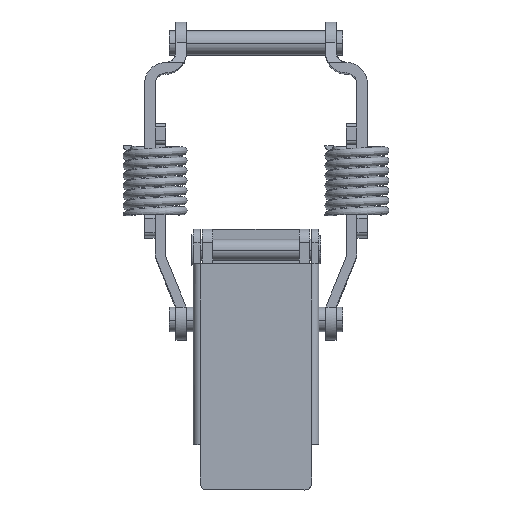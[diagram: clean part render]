
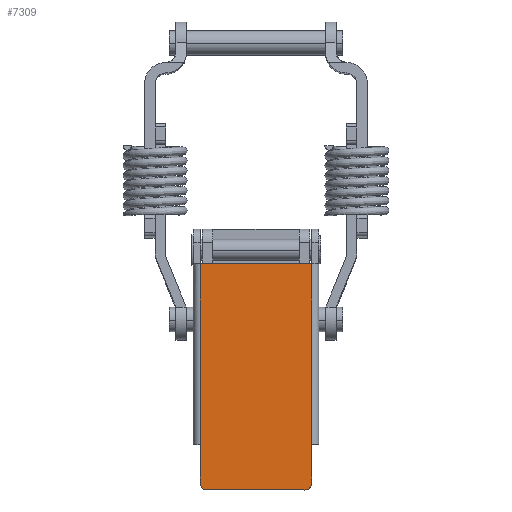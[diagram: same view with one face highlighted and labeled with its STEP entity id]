
A CAD part, front view. The second image highlights one B-rep face of the part: STEP entity #7309.
In plain terms, the highlighted free-form (B-spline) face has degree [1, 1] with [2, 2] control points.
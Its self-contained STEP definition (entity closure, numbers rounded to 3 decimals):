
#6732=CARTESIAN_POINT('',(8.,-15.0,-19.));
#6733=VERTEX_POINT('',#6732);
#6756=CARTESIAN_POINT('',(8.,-15.0,7.));
#6757=VERTEX_POINT('',#6756);
#6771=CARTESIAN_POINT('',(8.,-15.0,-19.));
#6772=CARTESIAN_POINT('',(8.,-15.0,7.));
#6773=QUASI_UNIFORM_CURVE('',1,(#6771,#6772),.UNSPECIFIED.,.F.,.U.);
#6774=EDGE_CURVE('',#6733,#6757,#6773,.T.);
#6793=CARTESIAN_POINT('',(-8.,-15.0,-19.));
#6794=VERTEX_POINT('',#6793);
#6810=CARTESIAN_POINT('',(-8.,-15.0,7.));
#6811=VERTEX_POINT('',#6810);
#6812=CARTESIAN_POINT('',(-8.,-15.0,7.));
#6813=CARTESIAN_POINT('',(-8.,-15.0,-19.));
#6814=QUASI_UNIFORM_CURVE('',1,(#6812,#6813),.UNSPECIFIED.,.F.,.U.);
#6815=EDGE_CURVE('',#6811,#6794,#6814,.T.);
#7183=CARTESIAN_POINT('',(8.,-15.0,-24.5));
#7184=VERTEX_POINT('',#7183);
#7190=CARTESIAN_POINT('',(7.,-15.0,-25.5));
#7191=VERTEX_POINT('',#7190);
#7192=CARTESIAN_POINT('',(7.,-15.0,-25.5));
#7193=CARTESIAN_POINT('',(8.,-15.0,-25.5));
#7194=CARTESIAN_POINT('',(8.,-15.0,-24.5));
#7202=(BOUNDED_CURVE()B_SPLINE_CURVE(2,(#7192,#7193,#7194),.UNSPECIFIED.,.F.,.U.)CURVE()GEOMETRIC_REPRESENTATION_ITEM()QUASI_UNIFORM_CURVE()RATIONAL_B_SPLINE_CURVE((1.0,0.707,1.0))REPRESENTATION_ITEM(''));
#7203=EDGE_CURVE('',#7191,#7184,#7202,.T.);
#7246=CARTESIAN_POINT('',(-7.,-15.0,-25.5));
#7247=VERTEX_POINT('',#7246);
#7253=CARTESIAN_POINT('',(-8.,-15.0,-24.5));
#7254=VERTEX_POINT('',#7253);
#7255=CARTESIAN_POINT('',(-8.,-15.0,-24.5));
#7256=CARTESIAN_POINT('',(-8.,-15.,-24.914));
#7257=CARTESIAN_POINT('',(-7.707,-15.0,-25.207));
#7258=CARTESIAN_POINT('',(-7.414,-15.,-25.5));
#7259=CARTESIAN_POINT('',(-7.,-15.0,-25.5));
#7267=(BOUNDED_CURVE()B_SPLINE_CURVE(2,(#7255,#7256,#7257,#7258,#7259),.UNSPECIFIED.,.F.,.U.)B_SPLINE_CURVE_WITH_KNOTS((3,2,3),(0.0,0.5,1.0),.UNSPECIFIED.)CURVE()GEOMETRIC_REPRESENTATION_ITEM()RATIONAL_B_SPLINE_CURVE((1.0,0.924,1.0,0.924,1.0))REPRESENTATION_ITEM(''));
#7268=EDGE_CURVE('',#7254,#7247,#7267,.T.);
#7278=CARTESIAN_POINT('',(-8.799,-15.0,8.623));
#7279=CARTESIAN_POINT('',(8.799,-15.0,8.623));
#7280=CARTESIAN_POINT('',(-8.799,-15.0,-27.123));
#7281=CARTESIAN_POINT('',(8.799,-15.0,-27.123));
#7282=B_SPLINE_SURFACE_WITH_KNOTS('',1,1,((#7278,#7280),(#7279,#7281)),.UNSPECIFIED.,.F.,.F.,.U.,(2,2),(2,2),(0.0,17.598),(0.0,35.747),.UNSPECIFIED.);
#7283=CARTESIAN_POINT('',(8.,-15.0,7.));
#7284=CARTESIAN_POINT('',(-8.,-15.0,7.));
#7285=QUASI_UNIFORM_CURVE('',1,(#7283,#7284),.UNSPECIFIED.,.F.,.U.);
#7286=EDGE_CURVE('',#6757,#6811,#7285,.T.);
#7287=ORIENTED_EDGE('',*,*,#7286,.T.);
#7288=ORIENTED_EDGE('',*,*,#6815,.T.);
#7289=CARTESIAN_POINT('',(-8.,-15.0,-19.));
#7290=CARTESIAN_POINT('',(-8.,-15.0,-24.5));
#7291=QUASI_UNIFORM_CURVE('',1,(#7289,#7290),.UNSPECIFIED.,.F.,.U.);
#7292=EDGE_CURVE('',#6794,#7254,#7291,.T.);
#7293=ORIENTED_EDGE('',*,*,#7292,.T.);
#7294=ORIENTED_EDGE('',*,*,#7268,.T.);
#7295=CARTESIAN_POINT('',(-7.,-15.0,-25.5));
#7296=CARTESIAN_POINT('',(7.,-15.0,-25.5));
#7297=QUASI_UNIFORM_CURVE('',1,(#7295,#7296),.UNSPECIFIED.,.F.,.U.);
#7298=EDGE_CURVE('',#7247,#7191,#7297,.T.);
#7299=ORIENTED_EDGE('',*,*,#7298,.T.);
#7300=ORIENTED_EDGE('',*,*,#7203,.T.);
#7301=CARTESIAN_POINT('',(8.,-15.0,-24.5));
#7302=CARTESIAN_POINT('',(8.,-15.0,-19.));
#7303=QUASI_UNIFORM_CURVE('',1,(#7301,#7302),.UNSPECIFIED.,.F.,.U.);
#7304=EDGE_CURVE('',#7184,#6733,#7303,.T.);
#7305=ORIENTED_EDGE('',*,*,#7304,.T.);
#7306=ORIENTED_EDGE('',*,*,#6774,.T.);
#7307=EDGE_LOOP('',(#7287,#7288,#7293,#7294,#7299,#7300,#7305,#7306));
#7308=FACE_OUTER_BOUND('',#7307,.T.);
#7309=ADVANCED_FACE('',(#7308),#7282,.F.);
